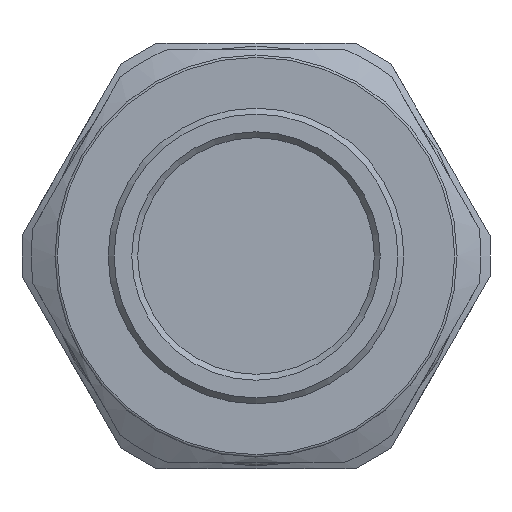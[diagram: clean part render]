
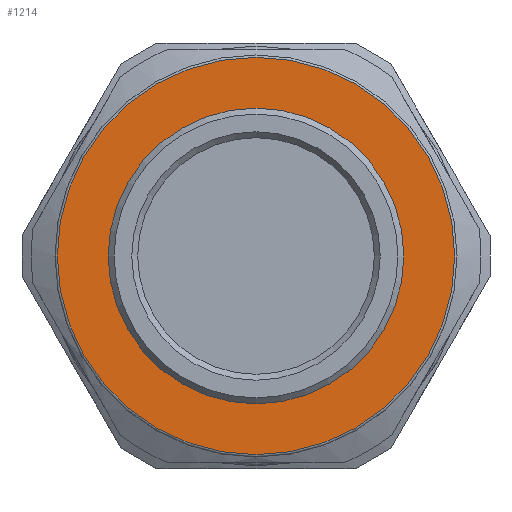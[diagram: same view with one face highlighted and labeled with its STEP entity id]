
A CAD part, front view. The second image highlights one B-rep face of the part: STEP entity #1214.
In plain terms, the highlighted planar face has unit normal (0, -1, 0).
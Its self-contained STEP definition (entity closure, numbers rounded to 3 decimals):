
#86=FACE_BOUND('',#431,.T.);
#355=FACE_OUTER_BOUND('',#430,.T.);
#430=EDGE_LOOP('',(#1085));
#431=EDGE_LOOP('',(#1086));
#490=CIRCLE('',#1360,11.5);
#491=CIRCLE('',#1362,16.8);
#602=VERTEX_POINT('',#2125);
#603=VERTEX_POINT('',#2129);
#767=EDGE_CURVE('',#602,#602,#490,.T.);
#769=EDGE_CURVE('',#603,#603,#491,.T.);
#1085=ORIENTED_EDGE('',*,*,#769,.F.);
#1086=ORIENTED_EDGE('',*,*,#767,.T.);
#1149=PLANE('',#1361);
#1214=ADVANCED_FACE('',(#355,#86),#1149,.T.);
#1360=AXIS2_PLACEMENT_3D('',#2126,#1664,#1665);
#1361=AXIS2_PLACEMENT_3D('',#2128,#1667,#1668);
#1362=AXIS2_PLACEMENT_3D('',#2130,#1669,#1670);
#1664=DIRECTION('center_axis',(0.,1.,0.));
#1665=DIRECTION('ref_axis',(1.,0.,0.));
#1667=DIRECTION('center_axis',(0.,-1.,0.));
#1668=DIRECTION('ref_axis',(0.,0.,-1.));
#1669=DIRECTION('center_axis',(0.,1.,0.));
#1670=DIRECTION('ref_axis',(1.,0.,0.));
#2125=CARTESIAN_POINT('',(18.25,13.055,0.));
#2126=CARTESIAN_POINT('Origin',(6.75,13.055,0.));
#2128=CARTESIAN_POINT('Origin',(-10.05,13.055,0.));
#2129=CARTESIAN_POINT('',(6.75,13.055,-16.8));
#2130=CARTESIAN_POINT('Origin',(6.75,13.055,0.));
